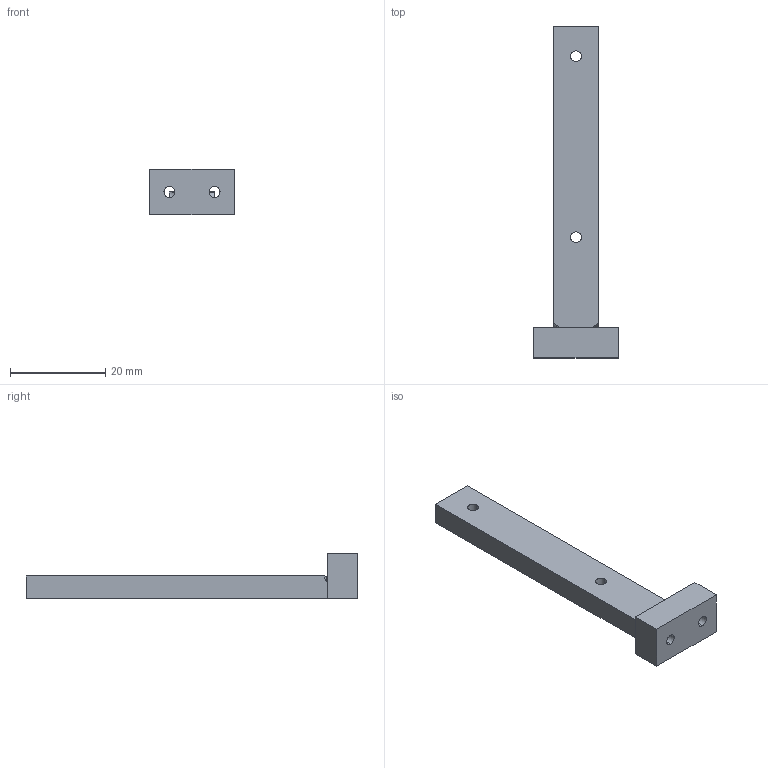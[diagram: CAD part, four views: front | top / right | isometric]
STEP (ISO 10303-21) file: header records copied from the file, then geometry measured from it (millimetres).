
FILE_DESCRIPTION (( 'STEP AP203' ), '1' );
FILE_NAME ('4k-board-standoff.STEP', '2024-06-23T20:44:15', ( '' ), ( '' ), 'SwSTEP 2.0', 'SolidWorks 2023', '' );
FILE_SCHEMA (( 'CONFIG_CONTROL_DESIGN' ));
Length unit declared in the file: inch
Products named in the file (1): 4k-board-standoff
Bounding box: 17.78 x 69.85 x 9.53 mm (x, y, z)
Volume: 3865.8 mm3; surface area: 2628.3 mm2
Topology: 1 solids, 1 shells, 20 faces, 60 edges, 38 vertices
Faces by surface type: plane 10, cylinder 8, cone 2
Entity records: 759 total; most frequent: DIRECTION 118, CARTESIAN_POINT 117, ORIENTED_EDGE 116, EDGE_CURVE 58, LINE 40, VECTOR 40, AXIS2_PLACEMENT_3D 39, VERTEX_POINT 38
